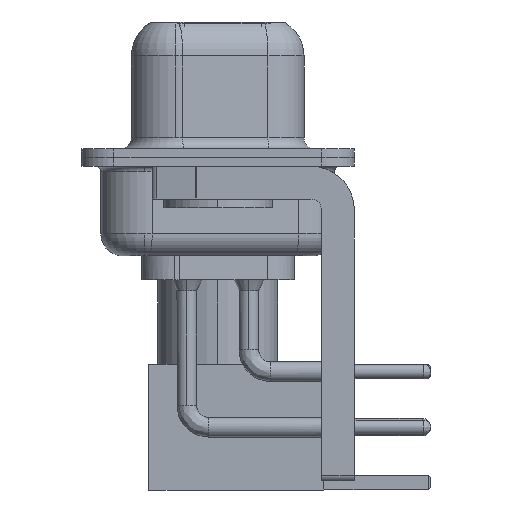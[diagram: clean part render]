
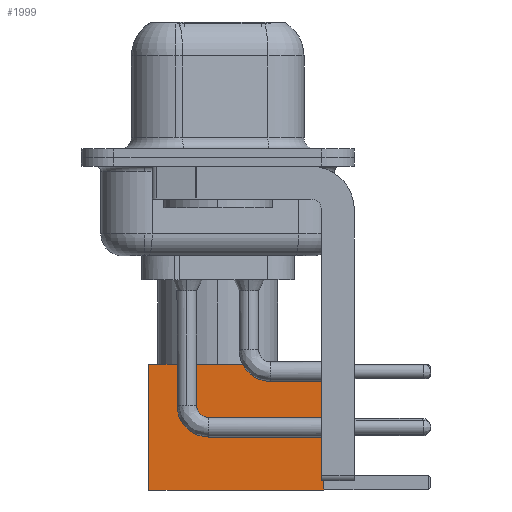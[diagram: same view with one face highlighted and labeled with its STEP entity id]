
A CAD part, left-side view. The second image highlights one B-rep face of the part: STEP entity #1999.
In plain terms, the highlighted face is planar.
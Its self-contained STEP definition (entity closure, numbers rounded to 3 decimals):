
#76 = VERTEX_POINT ( 'NONE', #15439 ) ;
#957 = EDGE_CURVE ( 'NONE', #21715, #15764, #14840, .T. ) ;
#1868 = LINE ( 'NONE', #16217, #18716 ) ;
#1999 = ADVANCED_FACE ( 'NONE', ( #17083 ), #19217, .T. ) ;
#2731 = CARTESIAN_POINT ( 'NONE',  ( 2.875, 2.875, 0. ) ) ;
#3518 = CARTESIAN_POINT ( 'NONE',  ( -2.875, 2.875, 0. ) ) ;
#7569 = VECTOR ( 'NONE', #22168, 1000. ) ;
#7740 = CARTESIAN_POINT ( 'NONE',  ( 0., 2.875, 0. ) ) ;
#8296 = DIRECTION ( 'NONE',  ( -1., 0., 0. ) ) ;
#9801 = VERTEX_POINT ( 'NONE', #23600 ) ;
#11736 = EDGE_LOOP ( 'NONE', ( #20360, #18311, #23206, #19988 ) ) ;
#12681 = EDGE_CURVE ( 'NONE', #76, #9801, #13993, .T. ) ;
#12825 = CARTESIAN_POINT ( 'NONE',  ( 2.875, 2.875, 0. ) ) ;
#13993 = LINE ( 'NONE', #3518, #7569 ) ;
#14016 = EDGE_CURVE ( 'NONE', #21715, #76, #1868, .T. ) ;
#14840 = LINE ( 'NONE', #12825, #18449 ) ;
#15013 = AXIS2_PLACEMENT_3D ( 'NONE', #2731, #17360, #19356 ) ;
#15439 = CARTESIAN_POINT ( 'NONE',  ( -2.875, 2.875, 8. ) ) ;
#15674 = LINE ( 'NONE', #7740, #21797 ) ;
#15764 = VERTEX_POINT ( 'NONE', #17945 ) ;
#15797 = EDGE_CURVE ( 'NONE', #15764, #9801, #15674, .T. ) ;
#16217 = CARTESIAN_POINT ( 'NONE',  ( 0., 2.875, 8. ) ) ;
#17083 = FACE_OUTER_BOUND ( 'NONE', #11736, .T. ) ;
#17360 = DIRECTION ( 'NONE',  ( 0., 1., 0. ) ) ;
#17945 = CARTESIAN_POINT ( 'NONE',  ( 2.875, 2.875, 0. ) ) ;
#18311 = ORIENTED_EDGE ( 'NONE', *, *, #15797, .T. ) ;
#18449 = VECTOR ( 'NONE', #21011, 1000. ) ;
#18716 = VECTOR ( 'NONE', #8296, 1000. ) ;
#19217 = PLANE ( 'NONE',  #15013 ) ;
#19356 = DIRECTION ( 'NONE',  ( 0., 0., 1. ) ) ;
#19988 = ORIENTED_EDGE ( 'NONE', *, *, #14016, .F. ) ;
#20360 = ORIENTED_EDGE ( 'NONE', *, *, #957, .T. ) ;
#21011 = DIRECTION ( 'NONE',  ( 0., 0., -1. ) ) ;
#21715 = VERTEX_POINT ( 'NONE', #24699 ) ;
#21797 = VECTOR ( 'NONE', #23862, 1000. ) ;
#22168 = DIRECTION ( 'NONE',  ( 0., 0., -1. ) ) ;
#23206 = ORIENTED_EDGE ( 'NONE', *, *, #12681, .F. ) ;
#23600 = CARTESIAN_POINT ( 'NONE',  ( -2.875, 2.875, 0. ) ) ;
#23862 = DIRECTION ( 'NONE',  ( -1., 0., 0. ) ) ;
#24699 = CARTESIAN_POINT ( 'NONE',  ( 2.875, 2.875, 8. ) ) ;
